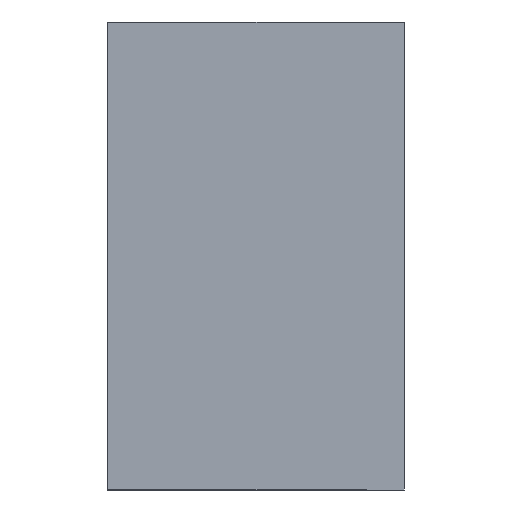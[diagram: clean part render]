
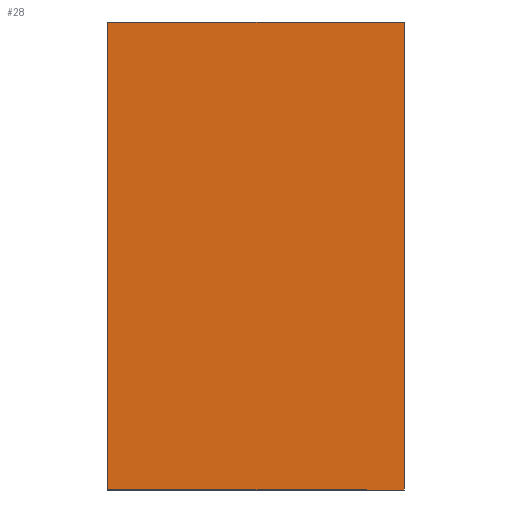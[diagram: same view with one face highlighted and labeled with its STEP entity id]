
A CAD part, left-side view. The second image highlights one B-rep face of the part: STEP entity #28.
In plain terms, the highlighted planar face has unit normal (-1, 0, 0).
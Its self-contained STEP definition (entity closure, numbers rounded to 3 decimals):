
#4 = DIRECTION ( 'NONE',  ( 0., 0., -1. ) ) ;
#28 = ADVANCED_FACE ( 'NONE', ( #399 ), #668, .F. ) ;
#51 = LINE ( 'NONE', #309, #660 ) ;
#60 = DIRECTION ( 'NONE',  ( 0., -1., 0. ) ) ;
#62 = AXIS2_PLACEMENT_3D ( 'NONE', #612, #564, #291 ) ;
#113 = ORIENTED_EDGE ( 'NONE', *, *, #162, .F. ) ;
#116 = CARTESIAN_POINT ( 'NONE',  ( -7.5, 1.65, -1.5 ) ) ;
#126 = ORIENTED_EDGE ( 'NONE', *, *, #667, .F. ) ;
#162 = EDGE_CURVE ( 'NONE', #385, #333, #355, .T. ) ;
#197 = VECTOR ( 'NONE', #60, 1000. ) ;
#210 = VERTEX_POINT ( 'NONE', #450 ) ;
#212 = CARTESIAN_POINT ( 'NONE',  ( -7.5, -0.25, 1.5 ) ) ;
#218 = LINE ( 'NONE', #116, #197 ) ;
#257 = ORIENTED_EDGE ( 'NONE', *, *, #483, .F. ) ;
#272 = VECTOR ( 'NONE', #4, 1000. ) ;
#291 = DIRECTION ( 'NONE',  ( 0., 0., -1. ) ) ;
#303 = VECTOR ( 'NONE', #607, 1000. ) ;
#309 = CARTESIAN_POINT ( 'NONE',  ( -7.5, 1.65, 1.5 ) ) ;
#320 = EDGE_CURVE ( 'NONE', #510, #333, #218, .T. ) ;
#322 = CARTESIAN_POINT ( 'NONE',  ( -7.5, -0.25, -1.5 ) ) ;
#331 = CARTESIAN_POINT ( 'NONE',  ( -7.5, -0.25, 1.5 ) ) ;
#333 = VERTEX_POINT ( 'NONE', #322 ) ;
#355 = LINE ( 'NONE', #212, #272 ) ;
#385 = VERTEX_POINT ( 'NONE', #331 ) ;
#392 = EDGE_LOOP ( 'NONE', ( #644, #113, #126, #257 ) ) ;
#399 = FACE_OUTER_BOUND ( 'NONE', #392, .T. ) ;
#450 = CARTESIAN_POINT ( 'NONE',  ( -7.5, 1.65, 1.5 ) ) ;
#483 = EDGE_CURVE ( 'NONE', #510, #210, #604, .T. ) ;
#500 = CARTESIAN_POINT ( 'NONE',  ( -7.5, 1.65, 1.5 ) ) ;
#510 = VERTEX_POINT ( 'NONE', #600 ) ;
#512 = DIRECTION ( 'NONE',  ( 0., -1., 0. ) ) ;
#564 = DIRECTION ( 'NONE',  ( 1., 0., 0. ) ) ;
#600 = CARTESIAN_POINT ( 'NONE',  ( -7.5, 1.65, -1.5 ) ) ;
#604 = LINE ( 'NONE', #500, #303 ) ;
#607 = DIRECTION ( 'NONE',  ( 0., 0., 1. ) ) ;
#612 = CARTESIAN_POINT ( 'NONE',  ( -7.5, 1.65, 1.5 ) ) ;
#644 = ORIENTED_EDGE ( 'NONE', *, *, #320, .T. ) ;
#660 = VECTOR ( 'NONE', #512, 1000. ) ;
#667 = EDGE_CURVE ( 'NONE', #210, #385, #51, .T. ) ;
#668 = PLANE ( 'NONE',  #62 ) ;
